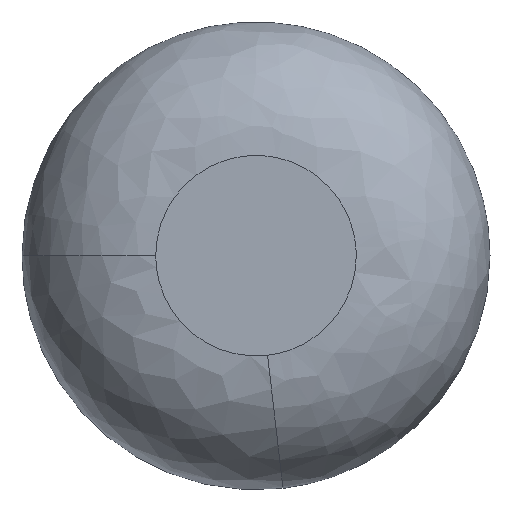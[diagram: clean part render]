
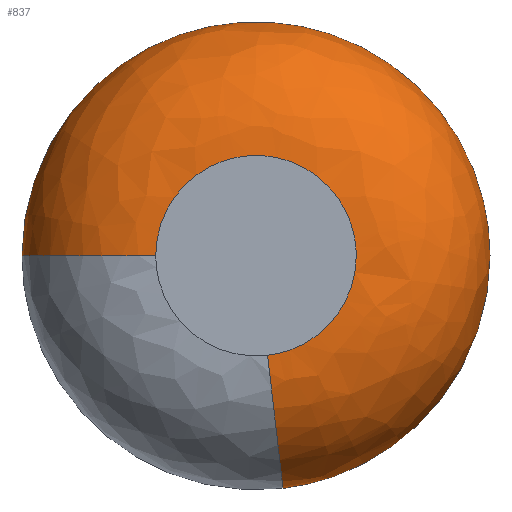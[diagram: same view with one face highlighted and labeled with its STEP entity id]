
A CAD part, top view. The second image highlights one B-rep face of the part: STEP entity #837.
In plain terms, the highlighted free-form (B-spline) face has degree [2, 2] with [7, 7] control points.
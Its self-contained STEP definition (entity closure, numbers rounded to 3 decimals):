
#645=CARTESIAN_POINT('',(0.346,-2.98,10.));
#646=VERTEX_POINT('',#645);
#647=CARTESIAN_POINT('',(-3.,0.0,10.));
#648=VERTEX_POINT('',#647);
#664=CARTESIAN_POINT('',(-7.0,0.0,6.));
#665=VERTEX_POINT('',#664);
#666=CARTESIAN_POINT('',(-7.,0.0,6.));
#667=CARTESIAN_POINT('',(-7.,0.0,8.764));
#668=CARTESIAN_POINT('',(-4.414,0.0,9.742));
#669=CARTESIAN_POINT('',(-3.731,0.0,10.));
#670=CARTESIAN_POINT('',(-3.,0.0,10.));
#678=(BOUNDED_CURVE()B_SPLINE_CURVE(2,(#666,#667,#668,#669,#670),.UNSPECIFIED.,.F.,.U.)B_SPLINE_CURVE_WITH_KNOTS((3,2,3),(0.5,0.75,0.826),.UNSPECIFIED.)CURVE()GEOMETRIC_REPRESENTATION_ITEM()RATIONAL_B_SPLINE_CURVE((1.,0.823,1.0,0.946,0.925))REPRESENTATION_ITEM(''));
#679=EDGE_CURVE('',#665,#648,#678,.T.);
#681=CARTESIAN_POINT('',(0.808,-6.953,6.));
#682=VERTEX_POINT('',#681);
#698=CARTESIAN_POINT('',(0.808,-6.953,6.));
#699=CARTESIAN_POINT('',(0.808,-6.953,8.764));
#700=CARTESIAN_POINT('',(0.51,-4.385,9.742));
#701=CARTESIAN_POINT('',(0.431,-3.706,10.));
#702=CARTESIAN_POINT('',(0.346,-2.98,10.));
#710=(BOUNDED_CURVE()B_SPLINE_CURVE(2,(#698,#699,#700,#701,#702),.UNSPECIFIED.,.F.,.U.)B_SPLINE_CURVE_WITH_KNOTS((3,2,3),(0.5,0.75,0.826),.UNSPECIFIED.)CURVE()GEOMETRIC_REPRESENTATION_ITEM()RATIONAL_B_SPLINE_CURVE((0.957,0.787,0.957,0.905,0.885))REPRESENTATION_ITEM(''));
#711=EDGE_CURVE('',#682,#646,#710,.T.);
#716=CARTESIAN_POINT('',(-6.989,0.0,5.701));
#717=CARTESIAN_POINT('',(-7.0,0.0,5.85));
#718=CARTESIAN_POINT('',(-7.0,0.0,6.0));
#719=CARTESIAN_POINT('',(-7.,0.0,8.764));
#720=CARTESIAN_POINT('',(-4.414,0.0,9.742));
#721=CARTESIAN_POINT('',(-3.574,0.0,10.059));
#722=CARTESIAN_POINT('',(-2.679,0.0,9.987));
#723=CARTESIAN_POINT('',(-6.989,6.989,5.701));
#724=CARTESIAN_POINT('',(-7.,7.,5.85));
#725=CARTESIAN_POINT('',(-7.,7.,6.0));
#726=CARTESIAN_POINT('',(-7.0,7.0,8.764));
#727=CARTESIAN_POINT('',(-4.414,4.414,9.742));
#728=CARTESIAN_POINT('',(-3.574,3.574,10.059));
#729=CARTESIAN_POINT('',(-2.679,2.679,9.987));
#730=CARTESIAN_POINT('',(0.0,6.989,5.701));
#731=CARTESIAN_POINT('',(0.0,7.0,5.85));
#732=CARTESIAN_POINT('',(0.0,7.0,6.0));
#733=CARTESIAN_POINT('',(0.0,7.,8.764));
#734=CARTESIAN_POINT('',(0.0,4.414,9.742));
#735=CARTESIAN_POINT('',(0.0,3.574,10.059));
#736=CARTESIAN_POINT('',(0.0,2.679,9.987));
#737=CARTESIAN_POINT('',(6.989,6.989,5.701));
#738=CARTESIAN_POINT('',(7.,7.,5.85));
#739=CARTESIAN_POINT('',(7.,7.,6.0));
#740=CARTESIAN_POINT('',(7.0,7.0,8.764));
#741=CARTESIAN_POINT('',(4.414,4.414,9.742));
#742=CARTESIAN_POINT('',(3.574,3.574,10.059));
#743=CARTESIAN_POINT('',(2.679,2.679,9.987));
#744=CARTESIAN_POINT('',(6.989,0.0,5.701));
#745=CARTESIAN_POINT('',(7.0,0.0,5.85));
#746=CARTESIAN_POINT('',(7.0,0.0,6.0));
#747=CARTESIAN_POINT('',(7.,0.0,8.764));
#748=CARTESIAN_POINT('',(4.414,0.0,9.742));
#749=CARTESIAN_POINT('',(3.574,0.0,10.059));
#750=CARTESIAN_POINT('',(2.679,0.0,9.987));
#751=CARTESIAN_POINT('',(6.989,-6.223,5.701));
#752=CARTESIAN_POINT('',(7.,-6.233,5.85));
#753=CARTESIAN_POINT('',(7.0,-6.233,6.));
#754=CARTESIAN_POINT('',(7.,-6.233,8.764));
#755=CARTESIAN_POINT('',(4.414,-3.931,9.742));
#756=CARTESIAN_POINT('',(3.574,-3.183,10.059));
#757=CARTESIAN_POINT('',(2.679,-2.385,9.987));
#758=CARTESIAN_POINT('',(0.807,-6.942,5.701));
#759=CARTESIAN_POINT('',(0.808,-6.953,5.85));
#760=CARTESIAN_POINT('',(0.808,-6.953,6.));
#761=CARTESIAN_POINT('',(0.808,-6.953,8.764));
#762=CARTESIAN_POINT('',(0.51,-4.385,9.742));
#763=CARTESIAN_POINT('',(0.413,-3.55,10.059));
#764=CARTESIAN_POINT('',(0.309,-2.661,9.987));
#772=(BOUNDED_SURFACE()B_SPLINE_SURFACE(2,2,((#716,#723,#730,#737,#744,#751,#758),(#717,#724,#731,#738,#745,#752,#759),(#718,#725,#732,#739,#746,#753,#760),(#719,#726,#733,#740,#747,#754,#761),(#720,#727,#734,#741,#748,#755,#762),(#721,#728,#735,#742,#749,#756,#763),(#722,#729,#736,#743,#750,#757,#764)),.UNSPECIFIED.,.F.,.F.,.U.)B_SPLINE_SURFACE_WITH_KNOTS((3,2,2,3),(3,2,2,3),(0.0,0.325,5.316,7.158),(0.0,11.598,23.196,33.866),.UNSPECIFIED.)GEOMETRIC_REPRESENTATION_ITEM()RATIONAL_B_SPLINE_SURFACE(((0.978,0.692,0.978,0.692,0.978,0.715,0.936),(0.988,0.699,0.988,0.699,0.988,0.722,0.946),(1.0,0.707,1.0,0.707,1.0,0.731,0.957),(0.823,0.582,0.823,0.582,0.823,0.601,0.787),(1.0,0.707,1.0,0.707,1.0,0.731,0.957),(0.935,0.661,0.935,0.661,0.935,0.683,0.894),(0.917,0.649,0.917,0.649,0.917,0.67,0.878)))REPRESENTATION_ITEM('')SURFACE());
#773=CARTESIAN_POINT('',(3.0,0.0,10.0));
#774=VERTEX_POINT('',#773);
#775=CARTESIAN_POINT('',(3.0,0.0,10.0));
#776=CARTESIAN_POINT('',(3.0,-2.671,10.));
#777=CARTESIAN_POINT('',(0.346,-2.98,10.));
#785=(BOUNDED_CURVE()B_SPLINE_CURVE(2,(#775,#776,#777),.UNSPECIFIED.,.F.,.U.)B_SPLINE_CURVE_WITH_KNOTS((3,3),(0.5,0.73),.UNSPECIFIED.)CURVE()GEOMETRIC_REPRESENTATION_ITEM()RATIONAL_B_SPLINE_CURVE((1.0,0.731,0.957))REPRESENTATION_ITEM(''));
#786=EDGE_CURVE('',#774,#646,#785,.T.);
#787=ORIENTED_EDGE('',*,*,#786,.T.);
#788=ORIENTED_EDGE('',*,*,#711,.F.);
#789=CARTESIAN_POINT('',(7.0,0.0,6.0));
#790=VERTEX_POINT('',#789);
#791=CARTESIAN_POINT('',(7.0,0.0,6.0));
#792=CARTESIAN_POINT('',(7.,-6.233,6.));
#793=CARTESIAN_POINT('',(0.808,-6.953,6.));
#801=(BOUNDED_CURVE()B_SPLINE_CURVE(2,(#791,#792,#793),.UNSPECIFIED.,.F.,.U.)B_SPLINE_CURVE_WITH_KNOTS((3,3),(0.5,0.73),.UNSPECIFIED.)CURVE()GEOMETRIC_REPRESENTATION_ITEM()RATIONAL_B_SPLINE_CURVE((1.0,0.731,0.957))REPRESENTATION_ITEM(''));
#802=EDGE_CURVE('',#790,#682,#801,.T.);
#803=ORIENTED_EDGE('',*,*,#802,.F.);
#804=CARTESIAN_POINT('',(-7.0,0.0,6.0));
#805=CARTESIAN_POINT('',(-7.,7.,6.0));
#806=CARTESIAN_POINT('',(0.0,7.0,6.0));
#807=CARTESIAN_POINT('',(7.,7.,6.0));
#808=CARTESIAN_POINT('',(7.0,0.0,6.0));
#816=(BOUNDED_CURVE()B_SPLINE_CURVE(2,(#804,#805,#806,#807,#808),.UNSPECIFIED.,.F.,.U.)B_SPLINE_CURVE_WITH_KNOTS((3,2,3),(0.0,0.25,0.5),.UNSPECIFIED.)CURVE()GEOMETRIC_REPRESENTATION_ITEM()RATIONAL_B_SPLINE_CURVE((1.0,0.707,1.0,0.707,1.0))REPRESENTATION_ITEM(''));
#817=EDGE_CURVE('',#665,#790,#816,.T.);
#818=ORIENTED_EDGE('',*,*,#817,.F.);
#819=ORIENTED_EDGE('',*,*,#679,.T.);
#820=CARTESIAN_POINT('',(-3.,0.0,10.));
#821=CARTESIAN_POINT('',(-3.0,3.0,10.));
#822=CARTESIAN_POINT('',(0.0,3.0,10.0));
#823=CARTESIAN_POINT('',(3.0,3.0,10.));
#824=CARTESIAN_POINT('',(3.0,0.0,10.0));
#832=(BOUNDED_CURVE()B_SPLINE_CURVE(2,(#820,#821,#822,#823,#824),.UNSPECIFIED.,.F.,.U.)B_SPLINE_CURVE_WITH_KNOTS((3,2,3),(0.0,0.25,0.5),.UNSPECIFIED.)CURVE()GEOMETRIC_REPRESENTATION_ITEM()RATIONAL_B_SPLINE_CURVE((1.0,0.707,1.0,0.707,1.0))REPRESENTATION_ITEM(''));
#833=EDGE_CURVE('',#648,#774,#832,.T.);
#834=ORIENTED_EDGE('',*,*,#833,.T.);
#835=EDGE_LOOP('',(#787,#788,#803,#818,#819,#834));
#836=FACE_OUTER_BOUND('',#835,.T.);
#837=ADVANCED_FACE('',(#836),#772,.T.);
